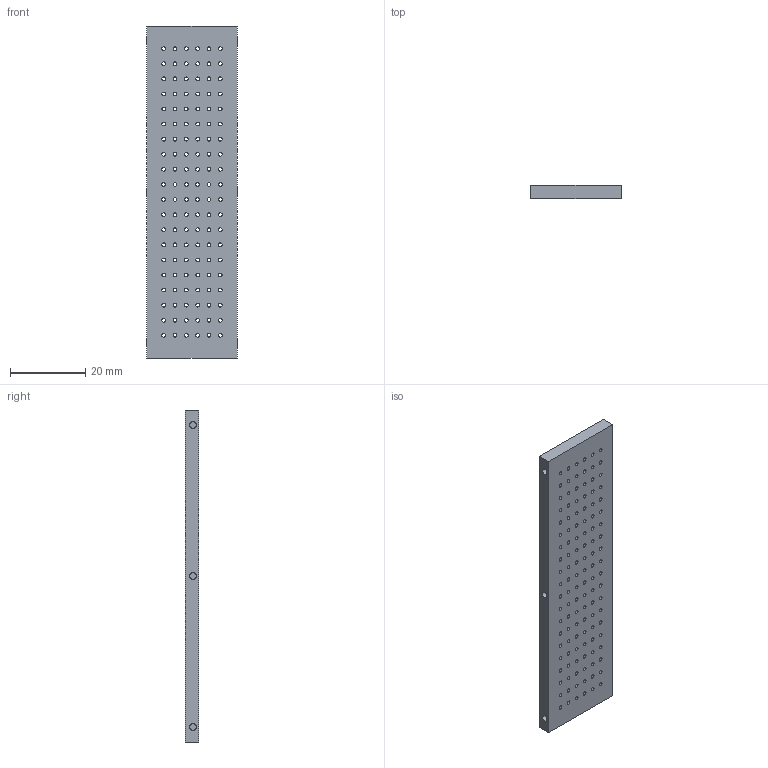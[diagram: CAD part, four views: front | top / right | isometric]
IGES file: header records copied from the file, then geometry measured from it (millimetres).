
Start section:  PTC IGES file: quad_sideplate_2_output.igs
Global section: file name: 52Hquad_sideplate_2_output.igs; native system: Pro/ENGINEER by Parametric Technology Corporation; preprocessor: 2004090; author: ghiorso; organization: Unknown; date: 060215.224014; units: millimetre
Bounding box: 24 x 3.5 x 88 mm (x, y, z)
Surface area: 6325.7 mm2 (no closed solid volume)
Topology: 0 solids, 0 shells, 264 faces, 1536 edges, 1536 vertices
Faces by surface type: revolution 252, bspline 12
